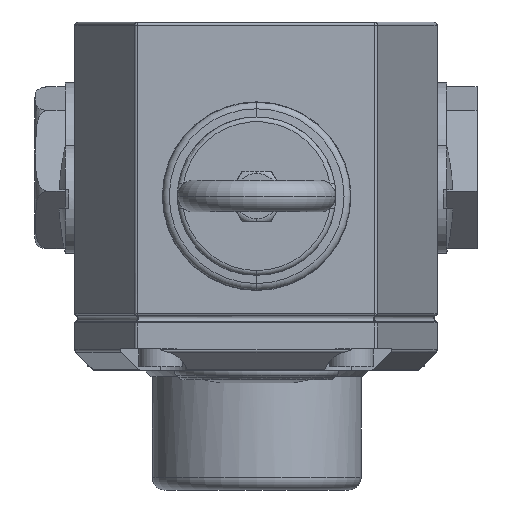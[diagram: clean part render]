
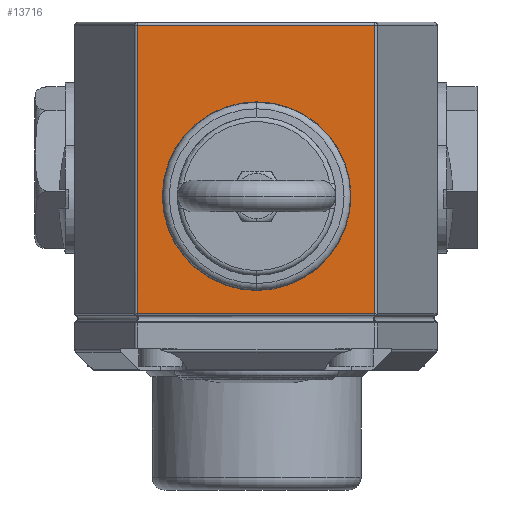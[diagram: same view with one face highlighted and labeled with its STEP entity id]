
A CAD part, front view. The second image highlights one B-rep face of the part: STEP entity #13716.
In plain terms, the highlighted planar face has unit normal (0, -1, 0).
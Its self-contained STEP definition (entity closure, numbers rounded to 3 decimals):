
#349 = LINE ( 'NONE', #7412, #11474 ) ;
#717 = DIRECTION ( 'NONE',  ( 0., -1., 0. ) ) ;
#983 = VECTOR ( 'NONE', #12929, 1000. ) ;
#1056 = AXIS2_PLACEMENT_3D ( 'NONE', #14601, #5893, #16041 ) ;
#1195 = VERTEX_POINT ( 'NONE', #3671 ) ;
#1403 = AXIS2_PLACEMENT_3D ( 'NONE', #9409, #717, #10855 ) ;
#2512 = CIRCLE ( 'NONE', #1403, 14.5 ) ;
#2582 = ORIENTED_EDGE ( 'NONE', *, *, #18598, .T. ) ;
#2603 = EDGE_CURVE ( 'NONE', #7567, #8678, #12102, .T. ) ;
#3219 = EDGE_CURVE ( 'NONE', #1195, #11869, #2512, .T. ) ;
#3671 = CARTESIAN_POINT ( 'NONE',  ( 0., 0., -14.5 ) ) ;
#3718 = CARTESIAN_POINT ( 'NONE',  ( 18.613, 0., 27.5 ) ) ;
#3728 = VERTEX_POINT ( 'NONE', #17402 ) ;
#4686 = EDGE_CURVE ( 'NONE', #11869, #1195, #6497, .T. ) ;
#4933 = CARTESIAN_POINT ( 'NONE',  ( 18.613, 0., 27. ) ) ;
#5170 = EDGE_LOOP ( 'NONE', ( #10391, #18091 ) ) ;
#5750 = FACE_BOUND ( 'NONE', #5170, .T. ) ;
#5893 = DIRECTION ( 'NONE',  ( 0., -1., 0. ) ) ;
#6058 = DIRECTION ( 'NONE',  ( -1., 0., 0. ) ) ;
#6416 = DIRECTION ( 'NONE',  ( 0., 0., 1. ) ) ;
#6497 = CIRCLE ( 'NONE', #12386, 14.5 ) ;
#6652 = DIRECTION ( 'NONE',  ( 1., 0., 0. ) ) ;
#6665 = DIRECTION ( 'NONE',  ( 0., -1., 0. ) ) ;
#6867 = VECTOR ( 'NONE', #6416, 1000. ) ;
#7412 = CARTESIAN_POINT ( 'NONE',  ( -18.813, 0., 27. ) ) ;
#7567 = VERTEX_POINT ( 'NONE', #12661 ) ;
#8678 = VERTEX_POINT ( 'NONE', #8763 ) ;
#8763 = CARTESIAN_POINT ( 'NONE',  ( -18.813, 0., -18.593 ) ) ;
#8829 = EDGE_LOOP ( 'NONE', ( #2582, #9987, #18828, #10741 ) ) ;
#9145 = FACE_OUTER_BOUND ( 'NONE', #8829, .T. ) ;
#9409 = CARTESIAN_POINT ( 'NONE',  ( 0., 0., 0. ) ) ;
#9987 = ORIENTED_EDGE ( 'NONE', *, *, #10495, .T. ) ;
#10391 = ORIENTED_EDGE ( 'NONE', *, *, #4686, .F. ) ;
#10495 = EDGE_CURVE ( 'NONE', #16897, #7567, #349, .T. ) ;
#10741 = ORIENTED_EDGE ( 'NONE', *, *, #13574, .T. ) ;
#10855 = DIRECTION ( 'NONE',  ( 0., 0., -1. ) ) ;
#11474 = VECTOR ( 'NONE', #6058, 1000. ) ;
#11547 = CARTESIAN_POINT ( 'NONE',  ( -18.813, 0., -18.8 ) ) ;
#11869 = VERTEX_POINT ( 'NONE', #12996 ) ;
#12102 = LINE ( 'NONE', #11547, #983 ) ;
#12386 = AXIS2_PLACEMENT_3D ( 'NONE', #15411, #6665, #16849 ) ;
#12661 = CARTESIAN_POINT ( 'NONE',  ( -18.813, 0., 27. ) ) ;
#12929 = DIRECTION ( 'NONE',  ( 0., 0., -1. ) ) ;
#12996 = CARTESIAN_POINT ( 'NONE',  ( 0., 0., 14.5 ) ) ;
#13574 = EDGE_CURVE ( 'NONE', #8678, #3728, #16653, .T. ) ;
#13716 = ADVANCED_FACE ( 'NONE', ( #9145, #5750 ), #17460, .T. ) ;
#14601 = CARTESIAN_POINT ( 'NONE',  ( 0., 0., 0. ) ) ;
#14612 = LINE ( 'NONE', #3718, #6867 ) ;
#15399 = CARTESIAN_POINT ( 'NONE',  ( 0., 0., -18.593 ) ) ;
#15411 = CARTESIAN_POINT ( 'NONE',  ( 0., 0., 0. ) ) ;
#16041 = DIRECTION ( 'NONE',  ( 0., 0., -1. ) ) ;
#16653 = LINE ( 'NONE', #15399, #17129 ) ;
#16849 = DIRECTION ( 'NONE',  ( 0., 0., -1. ) ) ;
#16897 = VERTEX_POINT ( 'NONE', #4933 ) ;
#17129 = VECTOR ( 'NONE', #6652, 1000. ) ;
#17402 = CARTESIAN_POINT ( 'NONE',  ( 18.613, 0., -18.593 ) ) ;
#17460 = PLANE ( 'NONE',  #1056 ) ;
#18091 = ORIENTED_EDGE ( 'NONE', *, *, #3219, .F. ) ;
#18598 = EDGE_CURVE ( 'NONE', #3728, #16897, #14612, .T. ) ;
#18828 = ORIENTED_EDGE ( 'NONE', *, *, #2603, .T. ) ;
